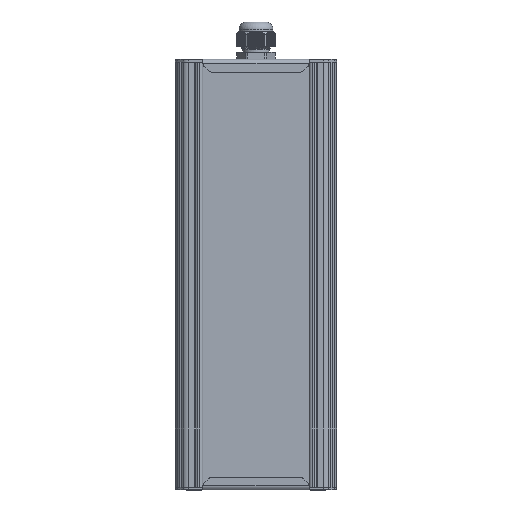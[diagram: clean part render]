
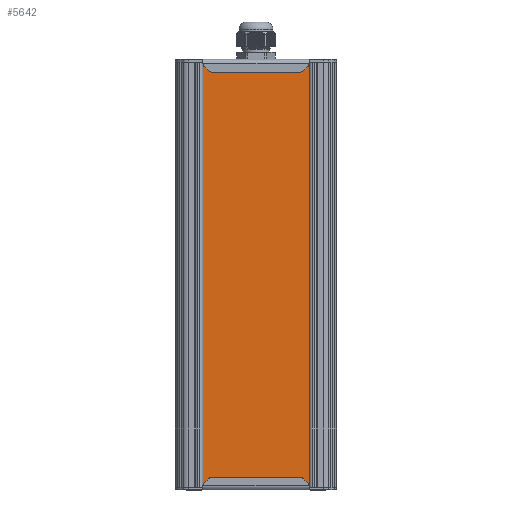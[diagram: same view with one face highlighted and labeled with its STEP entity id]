
A CAD part, front view. The second image highlights one B-rep face of the part: STEP entity #5642.
In plain terms, the highlighted face is planar.
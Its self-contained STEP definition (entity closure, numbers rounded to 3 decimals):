
#5642=ADVANCED_FACE('',(#15397),#15399,.T.);
#15397=FACE_BOUND('',#15398,.T.);
#15398=EDGE_LOOP('',(#28311,#28312,#28313,#28314));
#15399=PLANE('',#15400);
#15400=AXIS2_PLACEMENT_3D('',#15401,#15402,#15403);
#15401=CARTESIAN_POINT('',(120.465,593.492,117.308));
#15402=DIRECTION('',(0.,0.,-1.));
#15403=DIRECTION('',(0.,1.,0.));
#28311=ORIENTED_EDGE('',*,*,#36505,.T.);
#28312=ORIENTED_EDGE('',*,*,#36504,.T.);
#28313=ORIENTED_EDGE('',*,*,#36506,.F.);
#28314=ORIENTED_EDGE('',*,*,#36507,.F.);
#36504=EDGE_CURVE('',#43192,#43197,#43199,.T.);
#36505=EDGE_CURVE('',#43200,#43192,#43201,.T.);
#36506=EDGE_CURVE('',#43202,#43197,#43203,.T.);
#36507=EDGE_CURVE('',#43200,#43202,#43204,.T.);
#43192=VERTEX_POINT('',#72533);
#43197=VERTEX_POINT('',#72542);
#43199=LINE('',#72546,#72547);
#43200=VERTEX_POINT('',#72549);
#43201=LINE('',#72550,#72551);
#43202=VERTEX_POINT('',#72553);
#43203=LINE('',#72554,#72555);
#43204=LINE('',#72557,#72558);
#72533=CARTESIAN_POINT('',(120.465,679.838,117.308));
#72542=CARTESIAN_POINT('',(416.465,679.838,117.308));
#72546=CARTESIAN_POINT('',(120.465,679.838,117.308));
#72547=VECTOR('',#72548,1.);
#72548=DIRECTION('',(1.,0.,0.));
#72549=CARTESIAN_POINT('',(120.465,593.492,117.308));
#72550=CARTESIAN_POINT('',(120.465,593.492,117.308));
#72551=VECTOR('',#72552,1.);
#72552=DIRECTION('',(0.,1.,0.));
#72553=CARTESIAN_POINT('',(416.465,593.492,117.308));
#72554=CARTESIAN_POINT('',(416.465,593.492,117.308));
#72555=VECTOR('',#72556,1.);
#72556=DIRECTION('',(0.,1.,0.));
#72557=CARTESIAN_POINT('',(120.465,593.492,117.308));
#72558=VECTOR('',#72559,1.);
#72559=DIRECTION('',(1.,0.,0.));
